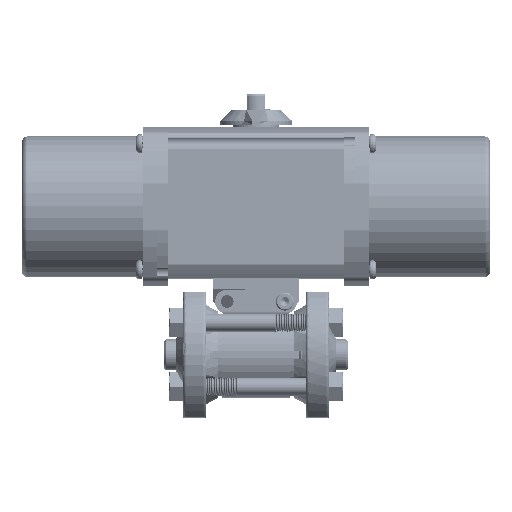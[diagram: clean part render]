
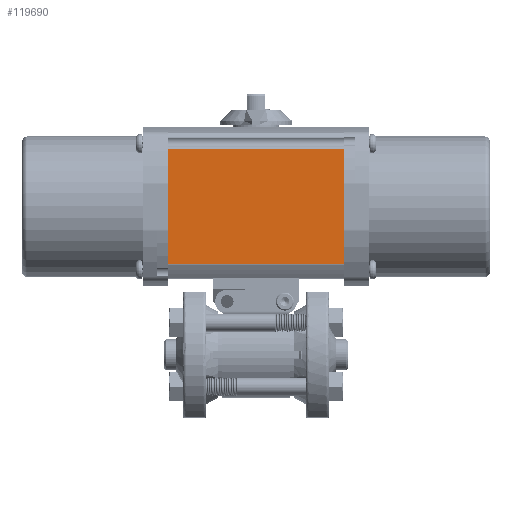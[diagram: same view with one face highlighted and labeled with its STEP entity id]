
A CAD part, top view. The second image highlights one B-rep face of the part: STEP entity #119690.
In plain terms, the highlighted planar face has unit normal (0, 0, 1).
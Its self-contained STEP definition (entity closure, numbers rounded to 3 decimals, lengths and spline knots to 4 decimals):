
#797 = EDGE_CURVE ( 'NONE', #16136, #37371, #157945, .T. ) ;
#11214 = DIRECTION ( 'NONE',  ( 0., 0., -1. ) ) ;
#14338 = FACE_OUTER_BOUND ( 'NONE', #178999, .T. ) ;
#14873 = VECTOR ( 'NONE', #115160, 39.3701 ) ;
#16136 = VERTEX_POINT ( 'NONE', #123155 ) ;
#18391 = DIRECTION ( 'NONE',  ( 0., 1., 0. ) ) ;
#20236 = LINE ( 'NONE', #29514, #14873 ) ;
#21963 = VERTEX_POINT ( 'NONE', #130868 ) ;
#29514 = CARTESIAN_POINT ( 'NONE',  ( -5.0403, 1.5679, 1.17 ) ) ;
#34063 = ORIENTED_EDGE ( 'NONE', *, *, #48033, .F. ) ;
#35495 = CARTESIAN_POINT ( 'NONE',  ( -1.5275, 3.5694, 1.17 ) ) ;
#37371 = VERTEX_POINT ( 'NONE', #40272 ) ;
#39233 = DIRECTION ( 'NONE',  ( 0., -1., 0. ) ) ;
#40272 = CARTESIAN_POINT ( 'NONE',  ( -1.5275, 3.5621, 1.17 ) ) ;
#43335 = EDGE_CURVE ( 'NONE', #161560, #37371, #68795, .T. ) ;
#48033 = EDGE_CURVE ( 'NONE', #161560, #21963, #115366, .T. ) ;
#63508 = VECTOR ( 'NONE', #185163, 39.3701 ) ;
#64830 = VECTOR ( 'NONE', #39233, 39.3701 ) ;
#66315 = ORIENTED_EDGE ( 'NONE', *, *, #797, .F. ) ;
#68795 = LINE ( 'NONE', #168090, #63508 ) ;
#78940 = PLANE ( 'NONE',  #98700 ) ;
#98700 = AXIS2_PLACEMENT_3D ( 'NONE', #112485, #11214, #130332 ) ;
#106789 = ORIENTED_EDGE ( 'NONE', *, *, #43335, .T. ) ;
#112485 = CARTESIAN_POINT ( 'NONE',  ( -5.0403, 3.5694, 1.17 ) ) ;
#115160 = DIRECTION ( 'NONE',  ( 1., 0., 0. ) ) ;
#115366 = LINE ( 'NONE', #124113, #64830 ) ;
#119690 = ADVANCED_FACE ( 'NONE', ( #14338 ), #78940, .F. ) ;
#123155 = CARTESIAN_POINT ( 'NONE',  ( -1.5275, 1.5679, 1.17 ) ) ;
#124113 = CARTESIAN_POINT ( 'NONE',  ( 1.5275, 3.5694, 1.17 ) ) ;
#130332 = DIRECTION ( 'NONE',  ( 0., -1., 0. ) ) ;
#130868 = CARTESIAN_POINT ( 'NONE',  ( 1.5275, 1.5679, 1.17 ) ) ;
#146508 = EDGE_CURVE ( 'NONE', #16136, #21963, #20236, .T. ) ;
#152653 = VECTOR ( 'NONE', #18391, 39.3701 ) ;
#157945 = LINE ( 'NONE', #35495, #152653 ) ;
#161560 = VERTEX_POINT ( 'NONE', #204114 ) ;
#168090 = CARTESIAN_POINT ( 'NONE',  ( -5.0403, 3.5621, 1.17 ) ) ;
#178999 = EDGE_LOOP ( 'NONE', ( #34063, #106789, #66315, #183036 ) ) ;
#183036 = ORIENTED_EDGE ( 'NONE', *, *, #146508, .T. ) ;
#185163 = DIRECTION ( 'NONE',  ( -1., 0., 0. ) ) ;
#204114 = CARTESIAN_POINT ( 'NONE',  ( 1.5275, 3.5621, 1.17 ) ) ;
